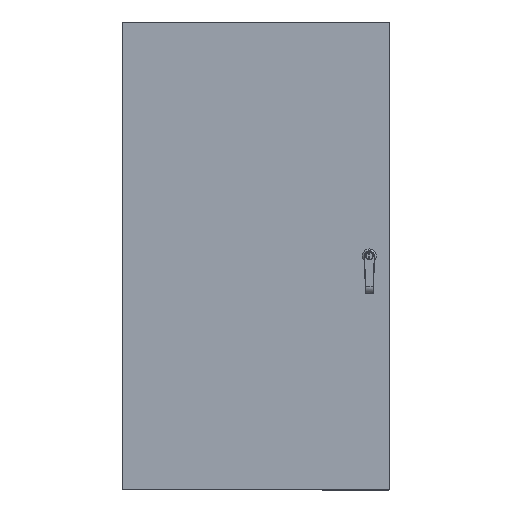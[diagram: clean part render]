
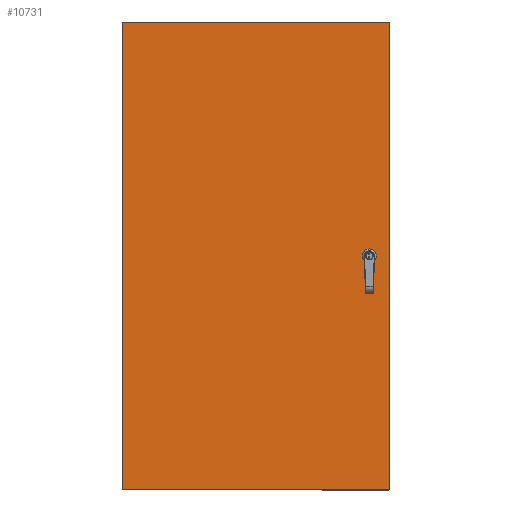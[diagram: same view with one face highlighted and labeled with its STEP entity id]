
A CAD part, front view. The second image highlights one B-rep face of the part: STEP entity #10731.
In plain terms, the highlighted planar face has unit normal (0, -1, 0).
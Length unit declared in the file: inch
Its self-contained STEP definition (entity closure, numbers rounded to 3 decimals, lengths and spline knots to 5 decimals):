
#13 = VECTOR ( 'NONE', #24498, 39.37008 ) ;
#171 = VECTOR ( 'NONE', #33888, 39.37008 ) ;
#1274 = LINE ( 'NONE', #9206, #22686 ) ;
#1291 = CARTESIAN_POINT ( 'NONE',  ( 0., -12.83701, -20.98597 ) ) ;
#1455 = VERTEX_POINT ( 'NONE', #3470 ) ;
#1509 = EDGE_CURVE ( 'NONE', #3426, #7630, #19213, .T. ) ;
#1998 = LINE ( 'NONE', #34635, #16410 ) ;
#2454 = VECTOR ( 'NONE', #9066, 39.37008 ) ;
#2949 = CARTESIAN_POINT ( 'NONE',  ( 10.57195, -12.83701, 0. ) ) ;
#3381 = CARTESIAN_POINT ( 'NONE',  ( 0., -12.83701, 0. ) ) ;
#3426 = VERTEX_POINT ( 'NONE', #3698 ) ;
#3470 = CARTESIAN_POINT ( 'NONE',  ( 9.78095, -12.83701, 0.23118 ) ) ;
#3698 = CARTESIAN_POINT ( 'NONE',  ( 11.97398, -12.83701, 20.98403 ) ) ;
#3907 = VECTOR ( 'NONE', #9110, 39.37008 ) ;
#4235 = CARTESIAN_POINT ( 'NONE',  ( 0., -12.83701, 0.39568 ) ) ;
#4395 = DIRECTION ( 'NONE',  ( 0., 0., -1. ) ) ;
#4669 = CARTESIAN_POINT ( 'NONE',  ( 9.78095, -12.83701, -0.23082 ) ) ;
#5702 = CARTESIAN_POINT ( 'NONE',  ( 9.94546, -12.83701, -0.39532 ) ) ;
#5776 = CARTESIAN_POINT ( 'NONE',  ( 0., -12.83701, 20.98403 ) ) ;
#5930 = VECTOR ( 'NONE', #15641, 39.37008 ) ;
#6038 = CARTESIAN_POINT ( 'NONE',  ( -11.99602, -12.83701, -20.98597 ) ) ;
#6100 = VECTOR ( 'NONE', #12054, 39.37008 ) ;
#6143 = EDGE_CURVE ( 'NONE', #14202, #31689, #1998, .T. ) ;
#6522 = EDGE_LOOP ( 'NONE', ( #11404, #33059, #34586, #20062, #32499, #31935, #19270, #19745 ) ) ;
#7630 = VERTEX_POINT ( 'NONE', #8034 ) ;
#7859 = LINE ( 'NONE', #20602, #5930 ) ;
#8034 = CARTESIAN_POINT ( 'NONE',  ( -11.99602, -12.83701, 20.98403 ) ) ;
#8362 = CARTESIAN_POINT ( 'NONE',  ( 9.94546, -12.83701, -0.39532 ) ) ;
#8877 = LINE ( 'NONE', #17376, #22680 ) ;
#9066 = DIRECTION ( 'NONE',  ( 0., 0., -1. ) ) ;
#9110 = DIRECTION ( 'NONE',  ( -1., 0., 0. ) ) ;
#9186 = VERTEX_POINT ( 'NONE', #6038 ) ;
#9206 = CARTESIAN_POINT ( 'NONE',  ( 10.57195, -12.83701, -0.23082 ) ) ;
#9446 = EDGE_CURVE ( 'NONE', #18329, #14202, #1274, .T. ) ;
#9665 = ORIENTED_EDGE ( 'NONE', *, *, #26677, .T. ) ;
#10731 = ADVANCED_FACE ( 'NONE', ( #20646, #25765 ), #33837, .T. ) ;
#11404 = ORIENTED_EDGE ( 'NONE', *, *, #15886, .T. ) ;
#11528 = VERTEX_POINT ( 'NONE', #31824 ) ;
#12040 = DIRECTION ( 'NONE',  ( -0.707, 0., -0.707 ) ) ;
#12054 = DIRECTION ( 'NONE',  ( 1., 0., 0. ) ) ;
#12967 = EDGE_CURVE ( 'NONE', #20752, #1455, #7859, .T. ) ;
#14202 = VERTEX_POINT ( 'NONE', #19733 ) ;
#15641 = DIRECTION ( 'NONE',  ( 0., 0., 1. ) ) ;
#15886 = EDGE_CURVE ( 'NONE', #20561, #11528, #17120, .T. ) ;
#15895 = VERTEX_POINT ( 'NONE', #17492 ) ;
#16410 = VECTOR ( 'NONE', #18605, 39.37008 ) ;
#16464 = CARTESIAN_POINT ( 'NONE',  ( 9.94546, -12.83701, 0.39568 ) ) ;
#16673 = DIRECTION ( 'NONE',  ( 0.707, 0., -0.707 ) ) ;
#16892 = EDGE_LOOP ( 'NONE', ( #19511, #21364, #9665, #26493 ) ) ;
#17120 = LINE ( 'NONE', #4235, #23370 ) ;
#17208 = EDGE_CURVE ( 'NONE', #1455, #20561, #17713, .T. ) ;
#17376 = CARTESIAN_POINT ( 'NONE',  ( 10.40745, -12.83701, 0.39568 ) ) ;
#17385 = CARTESIAN_POINT ( 'NONE',  ( -11.99602, -12.83701, 0. ) ) ;
#17492 = CARTESIAN_POINT ( 'NONE',  ( 10.57195, -12.83701, 0.23118 ) ) ;
#17713 = LINE ( 'NONE', #31257, #23648 ) ;
#18329 = VERTEX_POINT ( 'NONE', #24844 ) ;
#18605 = DIRECTION ( 'NONE',  ( -1., 0., 0. ) ) ;
#19213 = LINE ( 'NONE', #5776, #3907 ) ;
#19270 = ORIENTED_EDGE ( 'NONE', *, *, #12967, .T. ) ;
#19511 = ORIENTED_EDGE ( 'NONE', *, *, #21932, .T. ) ;
#19733 = CARTESIAN_POINT ( 'NONE',  ( 10.40745, -12.83701, -0.39532 ) ) ;
#19745 = ORIENTED_EDGE ( 'NONE', *, *, #17208, .T. ) ;
#20062 = ORIENTED_EDGE ( 'NONE', *, *, #9446, .T. ) ;
#20107 = EDGE_CURVE ( 'NONE', #31689, #20752, #33192, .T. ) ;
#20362 = VERTEX_POINT ( 'NONE', #31096 ) ;
#20561 = VERTEX_POINT ( 'NONE', #16464 ) ;
#20602 = CARTESIAN_POINT ( 'NONE',  ( 9.78095, -12.83701, 0. ) ) ;
#20646 = FACE_BOUND ( 'NONE', #6522, .T. ) ;
#20752 = VERTEX_POINT ( 'NONE', #4669 ) ;
#21364 = ORIENTED_EDGE ( 'NONE', *, *, #1509, .T. ) ;
#21804 = DIRECTION ( 'NONE',  ( -0.707, 0., 0.707 ) ) ;
#21932 = EDGE_CURVE ( 'NONE', #20362, #3426, #34066, .T. ) ;
#22680 = VECTOR ( 'NONE', #16673, 39.37008 ) ;
#22686 = VECTOR ( 'NONE', #12040, 39.37008 ) ;
#22965 = DIRECTION ( 'NONE',  ( 1., 0., 0. ) ) ;
#23168 = CARTESIAN_POINT ( 'NONE',  ( 11.97398, -12.83701, 0. ) ) ;
#23370 = VECTOR ( 'NONE', #22965, 39.37008 ) ;
#23648 = VECTOR ( 'NONE', #28461, 39.37008 ) ;
#24498 = DIRECTION ( 'NONE',  ( 0., 0., -1. ) ) ;
#24844 = CARTESIAN_POINT ( 'NONE',  ( 10.57195, -12.83701, -0.23082 ) ) ;
#25083 = EDGE_CURVE ( 'NONE', #11528, #15895, #8877, .T. ) ;
#25480 = LINE ( 'NONE', #1291, #6100 ) ;
#25765 = FACE_OUTER_BOUND ( 'NONE', #16892, .T. ) ;
#25943 = DIRECTION ( 'NONE',  ( 0., -1., 0. ) ) ;
#26493 = ORIENTED_EDGE ( 'NONE', *, *, #32103, .T. ) ;
#26677 = EDGE_CURVE ( 'NONE', #7630, #9186, #33215, .T. ) ;
#27131 = LINE ( 'NONE', #2949, #13 ) ;
#27704 = VECTOR ( 'NONE', #21804, 39.37008 ) ;
#27928 = EDGE_CURVE ( 'NONE', #15895, #18329, #27131, .T. ) ;
#28461 = DIRECTION ( 'NONE',  ( 0.707, 0., 0.707 ) ) ;
#31096 = CARTESIAN_POINT ( 'NONE',  ( 11.97398, -12.83701, -20.98597 ) ) ;
#31257 = CARTESIAN_POINT ( 'NONE',  ( 9.78095, -12.83701, 0.23118 ) ) ;
#31689 = VERTEX_POINT ( 'NONE', #5702 ) ;
#31824 = CARTESIAN_POINT ( 'NONE',  ( 10.40745, -12.83701, 0.39568 ) ) ;
#31935 = ORIENTED_EDGE ( 'NONE', *, *, #20107, .T. ) ;
#32103 = EDGE_CURVE ( 'NONE', #9186, #20362, #25480, .T. ) ;
#32310 = AXIS2_PLACEMENT_3D ( 'NONE', #3381, #25943, #4395 ) ;
#32499 = ORIENTED_EDGE ( 'NONE', *, *, #6143, .T. ) ;
#33059 = ORIENTED_EDGE ( 'NONE', *, *, #25083, .T. ) ;
#33192 = LINE ( 'NONE', #8362, #27704 ) ;
#33215 = LINE ( 'NONE', #17385, #2454 ) ;
#33837 = PLANE ( 'NONE',  #32310 ) ;
#33888 = DIRECTION ( 'NONE',  ( 0., 0., 1. ) ) ;
#34066 = LINE ( 'NONE', #23168, #171 ) ;
#34586 = ORIENTED_EDGE ( 'NONE', *, *, #27928, .T. ) ;
#34635 = CARTESIAN_POINT ( 'NONE',  ( 0., -12.83701, -0.39532 ) ) ;
